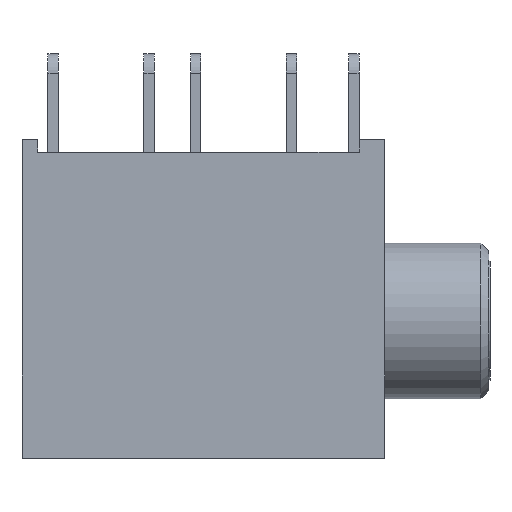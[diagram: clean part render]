
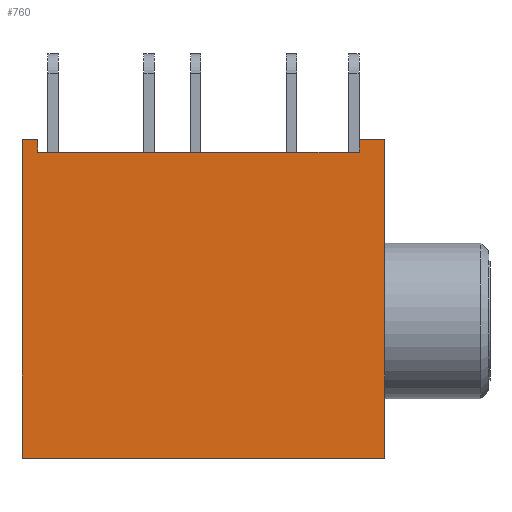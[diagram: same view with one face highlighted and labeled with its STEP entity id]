
A CAD part, front view. The second image highlights one B-rep face of the part: STEP entity #760.
In plain terms, the highlighted planar face has unit normal (0, -1, 0).
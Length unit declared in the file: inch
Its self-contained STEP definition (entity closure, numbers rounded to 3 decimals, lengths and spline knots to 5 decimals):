
#28=PLANE('',#834);
#72=FACE_OUTER_BOUND('',#116,.T.);
#116=EDGE_LOOP('',(#565,#566,#567,#568,#569,#570,#571,#572));
#166=LINE('',#1141,#248);
#170=LINE('',#1150,#252);
#172=LINE('',#1155,#254);
#176=LINE('',#1163,#258);
#179=LINE('',#1169,#261);
#182=LINE('',#1174,#264);
#187=LINE('',#1184,#269);
#188=LINE('',#1185,#270);
#248=VECTOR('',#934,39.37008);
#252=VECTOR('',#940,39.37008);
#254=VECTOR('',#944,39.37008);
#258=VECTOR('',#950,39.37008);
#261=VECTOR('',#955,39.37008);
#264=VECTOR('',#960,39.37008);
#269=VECTOR('',#969,39.37008);
#270=VECTOR('',#970,39.37008);
#358=VERTEX_POINT('',#1135);
#360=VERTEX_POINT('',#1139);
#364=VERTEX_POINT('',#1149);
#365=VERTEX_POINT('',#1153);
#366=VERTEX_POINT('',#1154);
#369=VERTEX_POINT('',#1162);
#371=VERTEX_POINT('',#1168);
#375=VERTEX_POINT('',#1183);
#429=EDGE_CURVE('',#360,#358,#166,.T.);
#433=EDGE_CURVE('',#358,#364,#170,.T.);
#435=EDGE_CURVE('',#365,#366,#172,.T.);
#439=EDGE_CURVE('',#364,#369,#176,.T.);
#442=EDGE_CURVE('',#369,#371,#179,.T.);
#445=EDGE_CURVE('',#371,#365,#182,.T.);
#450=EDGE_CURVE('',#375,#360,#187,.T.);
#451=EDGE_CURVE('',#366,#375,#188,.T.);
#565=ORIENTED_EDGE('',*,*,#433,.F.);
#566=ORIENTED_EDGE('',*,*,#429,.F.);
#567=ORIENTED_EDGE('',*,*,#450,.F.);
#568=ORIENTED_EDGE('',*,*,#451,.F.);
#569=ORIENTED_EDGE('',*,*,#435,.F.);
#570=ORIENTED_EDGE('',*,*,#445,.F.);
#571=ORIENTED_EDGE('',*,*,#442,.F.);
#572=ORIENTED_EDGE('',*,*,#439,.F.);
#760=ADVANCED_FACE('',(#72),#28,.F.);
#834=AXIS2_PLACEMENT_3D('',#1182,#967,#968);
#934=DIRECTION('',(0.,0.,1.));
#940=DIRECTION('',(1.,0.,0.));
#944=DIRECTION('',(1.,0.,0.));
#950=DIRECTION('',(0.,0.,-1.));
#955=DIRECTION('',(-1.,0.,0.));
#960=DIRECTION('',(0.,0.,1.));
#967=DIRECTION('center_axis',(0.,1.,0.));
#968=DIRECTION('ref_axis',(0.,0.,1.));
#969=DIRECTION('',(1.,0.,0.));
#970=DIRECTION('',(0.,0.,-1.));
#1135=CARTESIAN_POINT('',(-0.19685,-0.19291,0.27559));
#1139=CARTESIAN_POINT('',(-0.19685,-0.19291,0.25591));
#1141=CARTESIAN_POINT('',(-0.19685,-0.19291,0.27559));
#1149=CARTESIAN_POINT('',(-0.15748,-0.19291,0.27559));
#1150=CARTESIAN_POINT('',(-0.15748,-0.19291,0.27559));
#1153=CARTESIAN_POINT('',(-0.70866,-0.19291,0.27559));
#1154=CARTESIAN_POINT('',(-0.68504,-0.19291,0.27559));
#1155=CARTESIAN_POINT('',(-0.15748,-0.19291,0.27559));
#1162=CARTESIAN_POINT('',(-0.15748,-0.19291,-0.20866));
#1163=CARTESIAN_POINT('',(-0.15748,-0.19291,-0.20866));
#1168=CARTESIAN_POINT('',(-0.70866,-0.19291,-0.20866));
#1169=CARTESIAN_POINT('',(-0.15748,-0.19291,-0.20866));
#1174=CARTESIAN_POINT('',(-0.70866,-0.19291,0.27559));
#1182=CARTESIAN_POINT('Origin',(-0.15748,-0.19291,0.27559));
#1183=CARTESIAN_POINT('',(-0.68504,-0.19291,0.25591));
#1184=CARTESIAN_POINT('',(-0.19685,-0.19291,0.25591));
#1185=CARTESIAN_POINT('',(-0.68504,-0.19291,0.27559));
